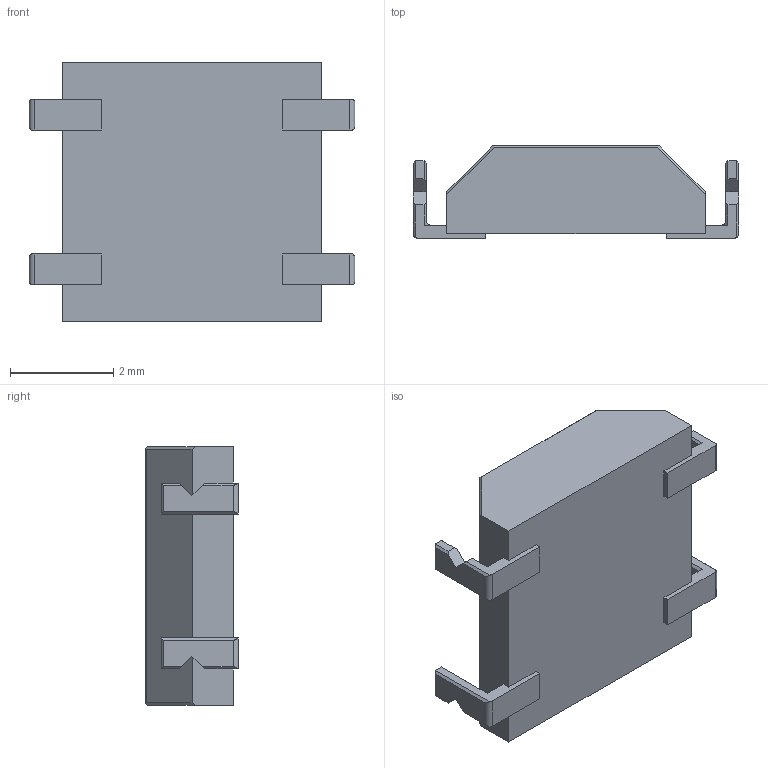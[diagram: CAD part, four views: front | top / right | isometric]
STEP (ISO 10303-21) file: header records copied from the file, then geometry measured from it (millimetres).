
FILE_DESCRIPTION((''),'2;1');
FILE_NAME('SRR0618','2012-07-11T',('ryans'),('Bourns, Inc.'),'PRO/ENGINEER BY PARAMETRIC TECHNOLOGY CORPORATION, 2010100','PRO/ENGINEER BY PARAMETRIC TECHNOLOGY CORPORATION, 2010100','');
FILE_SCHEMA(('CONFIG_CONTROL_DESIGN'));
Length unit declared in the file: millimetre
Products named in the file (1): SRR0618
Bounding box: 6.3 x 1.8 x 5 mm (x, y, z)
Volume: 39.5 mm3; surface area: 96.1 mm2
Topology: 1 solids, 1 shells, 109 faces, 303 edges, 198 vertices
Faces by surface type: plane 97, cylinder 12
Entity records: 3507 total; most frequent: CARTESIAN_POINT 694, ORIENTED_EDGE 606, DIRECTION 521, EDGE_CURVE 303, VECTOR 271, LINE 271, VERTEX_POINT 198, AXIS2_PLACEMENT_3D 125
